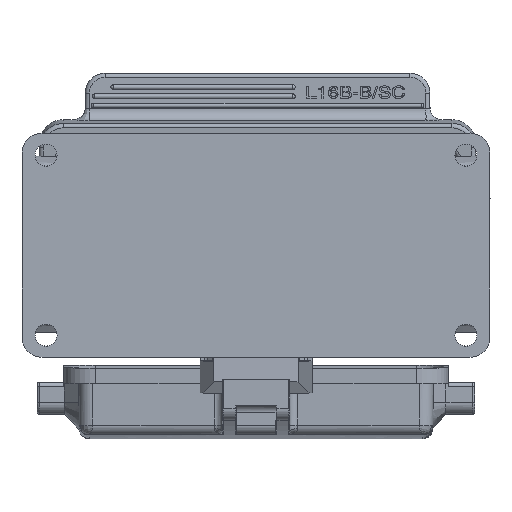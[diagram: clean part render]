
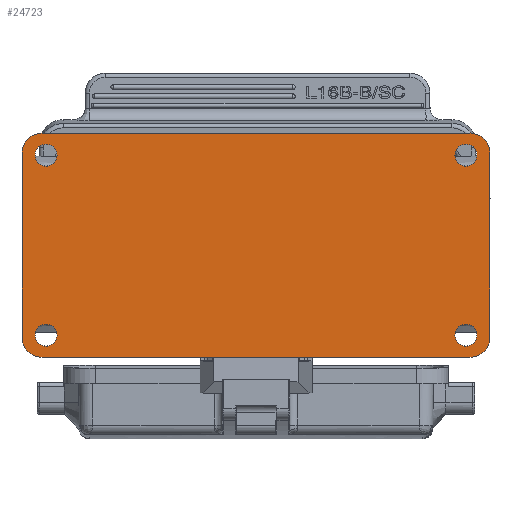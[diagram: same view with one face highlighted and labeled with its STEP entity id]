
A CAD part, front view. The second image highlights one B-rep face of the part: STEP entity #24723.
In plain terms, the highlighted planar face has unit normal (0, -1, -0.009).
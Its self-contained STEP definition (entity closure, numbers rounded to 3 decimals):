
#4238=DIRECTION('',(0.,0.009,-1.));
#4239=VECTOR('',#4238,46.);
#4240=CARTESIAN_POINT('',(117.,49.267,-1.816));
#4241=LINE('',#4240,#4239);
#4242=CARTESIAN_POINT('',(112.,49.669,-47.814));
#4243=DIRECTION('',(0.,1.,0.009));
#4244=DIRECTION('',(1.,0.,0.));
#4245=AXIS2_PLACEMENT_3D('',#4242,#4243,#4244);
#4247=CARTESIAN_POINT('',(5.,49.669,-47.814));
#4248=DIRECTION('',(0.,1.,0.009));
#4249=DIRECTION('',(0.,0.009,-1.));
#4250=AXIS2_PLACEMENT_3D('',#4247,#4248,#4249);
#4252=DIRECTION('',(0.,-0.009,1.));
#4253=VECTOR('',#4252,46.);
#4254=CARTESIAN_POINT('',(0.,49.669,
-47.814));
#4255=LINE('',#4254,#4253);
#4256=CARTESIAN_POINT('',(5.,49.267,-1.816));
#4257=DIRECTION('',(0.,1.,0.009));
#4258=DIRECTION('',(-1.,0.,0.));
#4259=AXIS2_PLACEMENT_3D('',#4256,#4257,#4258);
#4261=DIRECTION('',(1.,0.,0.));
#4262=VECTOR('',#4261,107.);
#4263=CARTESIAN_POINT('',(5.,49.224,3.184));
#4264=LINE('',#4263,#4262);
#4265=CARTESIAN_POINT('',(112.,49.267,-1.816));
#4266=DIRECTION('',(0.,1.,0.009));
#4267=DIRECTION('',(0.,-0.009,1.));
#4268=AXIS2_PLACEMENT_3D('',#4265,#4266,#4267);
#4270=CARTESIAN_POINT('',(6.,49.272,-2.316));
#4271=DIRECTION('',(0.,-1.,-0.009));
#4272=DIRECTION('',(0.,-0.009,1.));
#4273=AXIS2_PLACEMENT_3D('',#4270,#4271,#4272);
#4275=CARTESIAN_POINT('',(6.,49.272,-2.316));
#4276=DIRECTION('',(0.,-1.,-0.009));
#4277=DIRECTION('',(0.,0.009,-1.));
#4278=AXIS2_PLACEMENT_3D('',#4275,#4276,#4277);
#4280=CARTESIAN_POINT('',(6.,49.664,-47.314));
#4281=DIRECTION('',(0.,-1.,-0.009));
#4282=DIRECTION('',(0.,-0.009,1.));
#4283=AXIS2_PLACEMENT_3D('',#4280,#4281,#4282);
#4285=CARTESIAN_POINT('',(6.,49.664,-47.314));
#4286=DIRECTION('',(0.,-1.,-0.009));
#4287=DIRECTION('',(0.,0.009,-1.));
#4288=AXIS2_PLACEMENT_3D('',#4285,#4286,#4287);
#4290=CARTESIAN_POINT('',(111.,49.664,-47.314));
#4291=DIRECTION('',(0.,-1.,-0.009));
#4292=DIRECTION('',(0.,-0.009,1.));
#4293=AXIS2_PLACEMENT_3D('',#4290,#4291,#4292);
#4295=CARTESIAN_POINT('',(111.,49.664,-47.314));
#4296=DIRECTION('',(0.,-1.,-0.009));
#4297=DIRECTION('',(0.,0.009,-1.));
#4298=AXIS2_PLACEMENT_3D('',#4295,#4296,#4297);
#4300=CARTESIAN_POINT('',(111.,49.272,-2.316));
#4301=DIRECTION('',(0.,-1.,-0.009));
#4302=DIRECTION('',(0.,-0.009,1.));
#4303=AXIS2_PLACEMENT_3D('',#4300,#4301,#4302);
#4305=CARTESIAN_POINT('',(111.,49.272,-2.316));
#4306=DIRECTION('',(0.,-1.,-0.009));
#4307=DIRECTION('',(0.,0.009,-1.));
#4308=AXIS2_PLACEMENT_3D('',#4305,#4306,#4307);
#4626=DIRECTION('',(1.,0.,0.));
#4627=VECTOR('',#4626,107.);
#4628=CARTESIAN_POINT('',(5.,49.712,-52.814));
#4629=LINE('',#4628,#4627);
#14894=CARTESIAN_POINT('',(112.,49.224,3.184));
#14896=VERTEX_POINT('',#14894);
#14898=CARTESIAN_POINT('',(117.,49.267,-1.816));
#14900=VERTEX_POINT('',#14898);
#15352=CARTESIAN_POINT('',(111.,49.248,0.434));
#15353=VERTEX_POINT('',#15352);
#15354=CARTESIAN_POINT('',(117.,49.669,-47.814));
#15355=VERTEX_POINT('',#15354);
#15356=CARTESIAN_POINT('',(112.,49.712,-52.814));
#15357=VERTEX_POINT('',#15356);
#15358=CARTESIAN_POINT('',(5.,49.712,-52.814));
#15359=VERTEX_POINT('',#15358);
#15360=CARTESIAN_POINT('',(0.,49.669,
-47.814));
#15361=VERTEX_POINT('',#15360);
#15362=CARTESIAN_POINT('',(0.,49.267,
-1.816));
#15363=VERTEX_POINT('',#15362);
#15364=CARTESIAN_POINT('',(5.,49.224,3.184));
#15365=VERTEX_POINT('',#15364);
#15366=CARTESIAN_POINT('',(6.,49.248,0.434));
#15367=CARTESIAN_POINT('',(6.,49.296,-5.066));
#15368=VERTEX_POINT('',#15366);
#15369=VERTEX_POINT('',#15367);
#15370=CARTESIAN_POINT('',(6.,49.641,-44.564));
#15371=CARTESIAN_POINT('',(6.,49.688,-50.064));
#15372=VERTEX_POINT('',#15370);
#15373=VERTEX_POINT('',#15371);
#15374=CARTESIAN_POINT('',(111.,49.641,-44.564));
#15375=CARTESIAN_POINT('',(111.,49.688,-50.064));
#15376=VERTEX_POINT('',#15374);
#15377=VERTEX_POINT('',#15375);
#15378=CARTESIAN_POINT('',(111.,49.296,-5.066));
#15379=VERTEX_POINT('',#15378);
#24680=CARTESIAN_POINT('',(58.5,49.468,-24.815));
#24681=DIRECTION('',(0.,1.,0.009));
#24682=DIRECTION('',(0.,-0.009,1.));
#24683=AXIS2_PLACEMENT_3D('',#24680,#24681,#24682);
#24684=PLANE('',#24683);
#24685=ORIENTED_EDGE('',*,*,#24641,.T.);
#24687=ORIENTED_EDGE('',*,*,#24686,.T.);
#24689=ORIENTED_EDGE('',*,*,#24688,.F.);
#24691=ORIENTED_EDGE('',*,*,#24690,.T.);
#24692=ORIENTED_EDGE('',*,*,#21804,.T.);
#24694=ORIENTED_EDGE('',*,*,#24693,.T.);
#24695=ORIENTED_EDGE('',*,*,#24673,.T.);
#24696=ORIENTED_EDGE('',*,*,#24661,.T.);
#24697=EDGE_LOOP('',(#24685,#24687,#24689,#24691,#24692,#24694,#24695,#24696));
#24698=FACE_OUTER_BOUND('',#24697,.F.);
#24700=ORIENTED_EDGE('',*,*,#24699,.T.);
#24702=ORIENTED_EDGE('',*,*,#24701,.T.);
#24703=EDGE_LOOP('',(#24700,#24702));
#24704=FACE_BOUND('',#24703,.F.);
#24706=ORIENTED_EDGE('',*,*,#24705,.T.);
#24708=ORIENTED_EDGE('',*,*,#24707,.T.);
#24709=EDGE_LOOP('',(#24706,#24708));
#24710=FACE_BOUND('',#24709,.F.);
#24712=ORIENTED_EDGE('',*,*,#24711,.T.);
#24714=ORIENTED_EDGE('',*,*,#24713,.T.);
#24715=EDGE_LOOP('',(#24712,#24714));
#24716=FACE_BOUND('',#24715,.F.);
#24718=ORIENTED_EDGE('',*,*,#24717,.T.);
#24720=ORIENTED_EDGE('',*,*,#24719,.T.);
#24721=EDGE_LOOP('',(#24718,#24720));
#24722=FACE_BOUND('',#24721,.F.);
#4246=CIRCLE('',#4245,5.);
#4251=CIRCLE('',#4250,5.);
#4260=CIRCLE('',#4259,5.);
#4269=CIRCLE('',#4268,5.);
#4274=CIRCLE('',#4273,2.75);
#4279=CIRCLE('',#4278,2.75);
#4284=CIRCLE('',#4283,2.75);
#4289=CIRCLE('',#4288,2.75);
#4294=CIRCLE('',#4293,2.75);
#4299=CIRCLE('',#4298,2.75);
#4304=CIRCLE('',#4303,2.75);
#4309=CIRCLE('',#4308,2.75);
#21804=EDGE_CURVE('',#15361,#15363,#4255,.T.);
#24641=EDGE_CURVE('',#14900,#15355,#4241,.T.);
#24661=EDGE_CURVE('',#14896,#14900,#4269,.T.);
#24673=EDGE_CURVE('',#15365,#14896,#4264,.T.);
#24686=EDGE_CURVE('',#15355,#15357,#4246,.T.);
#24688=EDGE_CURVE('',#15359,#15357,#4629,.T.);
#24690=EDGE_CURVE('',#15359,#15361,#4251,.T.);
#24693=EDGE_CURVE('',#15363,#15365,#4260,.T.);
#24699=EDGE_CURVE('',#15368,#15369,#4274,.T.);
#24701=EDGE_CURVE('',#15369,#15368,#4279,.T.);
#24705=EDGE_CURVE('',#15372,#15373,#4284,.T.);
#24707=EDGE_CURVE('',#15373,#15372,#4289,.T.);
#24711=EDGE_CURVE('',#15376,#15377,#4294,.T.);
#24713=EDGE_CURVE('',#15377,#15376,#4299,.T.);
#24717=EDGE_CURVE('',#15353,#15379,#4304,.T.);
#24719=EDGE_CURVE('',#15379,#15353,#4309,.T.);
#24723=ADVANCED_FACE('',(#24698,#24704,#24710,#24716,#24722),#24684,.F.);
